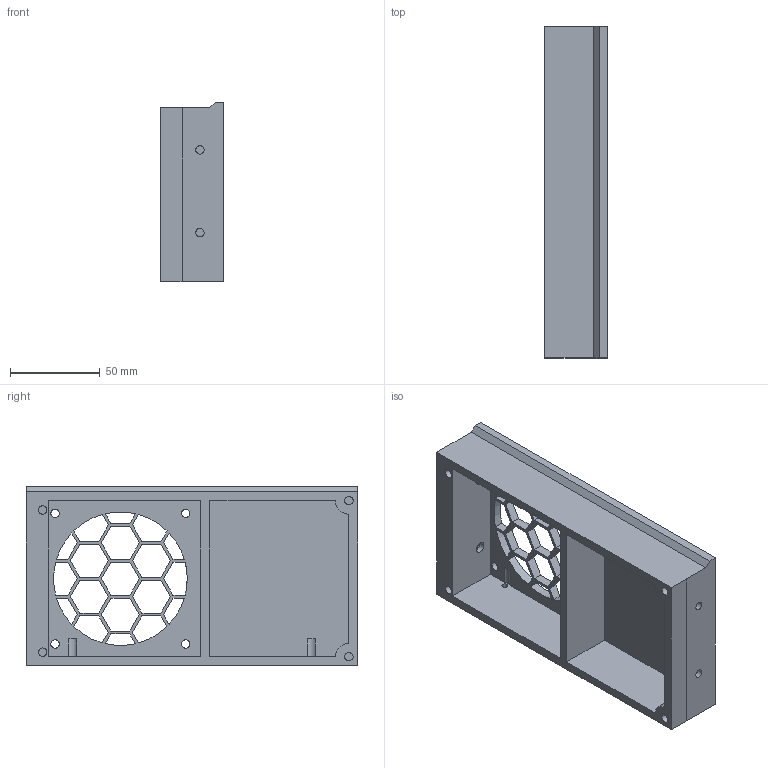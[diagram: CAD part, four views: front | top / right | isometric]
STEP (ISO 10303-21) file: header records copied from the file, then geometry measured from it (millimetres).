
FILE_DESCRIPTION(('HOOPS Exchange Step'),'2;1');
FILE_NAME('Exhaust Panel.stp','2026-02-19T08:07:11-05:00',('RED'),('Unknown organisation'),'HOOPS Exchange 2025.8','HOOPS Exchange','Unknown authorisation');
FILE_SCHEMA( ('AP203_CONFIGURATION_CONTROLLED_3D_DESIGN_OF_MECHANICAL_PARTS_AND_ASSEMBLIES_MIM_LF') );
Length unit declared in the file: millimetre
Products named in the file (2): 0; root
Assembly tree (1 placements, depth 2):
  root
    0
Bounding box: 34.81 x 185.01 x 100 mm (x, y, z)
Volume: 189328.6 mm3; surface area: 74802.1 mm2
Topology: 1 solids, 1 shells, 145 faces, 432 edges, 297 vertices
Faces by surface type: plane 110, cylinder 32, bspline 3
Full cylindrical faces by diameter (mm): 3.2 x5, 4.7 x8, 6 x2
Entity records: 5737 total; most frequent: CARTESIAN_POINT 1601, ORIENTED_EDGE 864, DIRECTION 792, EDGE_CURVE 432, VECTOR 328, LINE 328, VERTEX_POINT 297, AXIS2_PLACEMENT_3D 232
